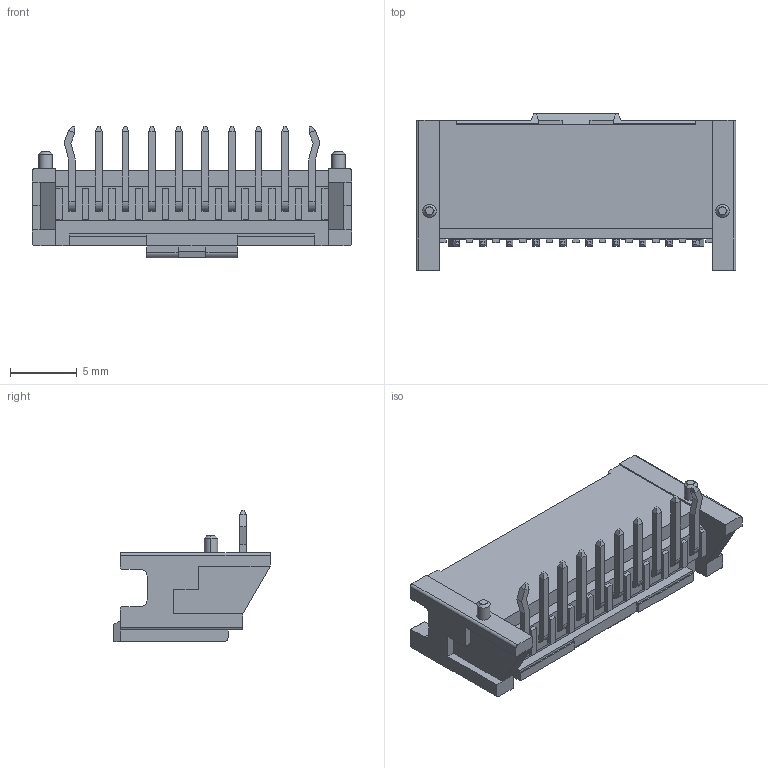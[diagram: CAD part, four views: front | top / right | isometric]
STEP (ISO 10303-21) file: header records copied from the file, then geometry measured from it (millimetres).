
FILE_DESCRIPTION((''),'2;1');
FILE_NAME('559351010','2016-09-16T',('gsharma'),(''),'PRO/ENGINEER BY PARAMETRIC TECHNOLOGY CORPORATION, 2012310','PRO/ENGINEER BY PARAMETRIC TECHNOLOGY CORPORATION, 2012310','');
FILE_SCHEMA(('CONFIG_CONTROL_DESIGN'));
Length unit declared in the file: millimetre
Products named in the file (1): 559351010
Bounding box: 24 x 11.75 x 9.9 mm (x, y, z)
Volume: 565.8 mm3; surface area: 1508.6 mm2
Topology: 1 solids, 1 shells, 478 faces, 1248 edges, 810 vertices
Faces by surface type: plane 420, cylinder 42, cone 16
Entity records: 14307 total; most frequent: CARTESIAN_POINT 2495, ORIENTED_EDGE 2430, DIRECTION 2330, EDGE_CURVE 1215, VECTOR 1124, LINE 1124, VERTEX_POINT 768, AXIS2_PLACEMENT_3D 603
